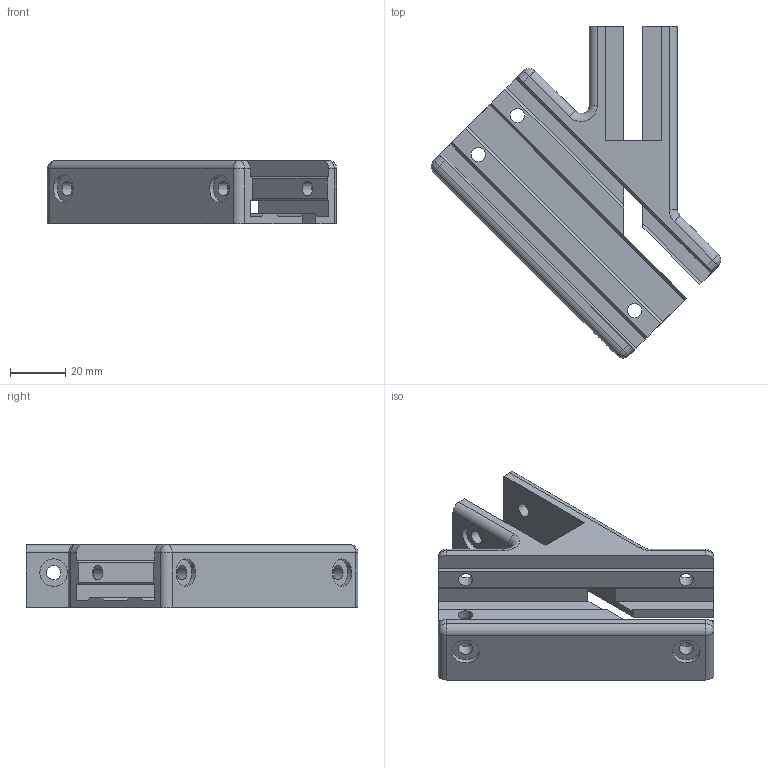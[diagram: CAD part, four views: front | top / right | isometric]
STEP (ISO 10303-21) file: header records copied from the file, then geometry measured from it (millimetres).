
FILE_DESCRIPTION(/* description */ (''),/* implementation_level */ '2;1');
FILE_NAME(/* name */ 'Step''s/1-Right Side Support top Brace part 2 v1.step',/* time_stamp */ '2019-10-20T16:59:02-04:00',/* author */ (''),/* organization */ (''),/* preprocessor_version */ 'ST-DEVELOPER v18',/* originating_system */ 'Autodesk Translation Framework v8.6.0.1094',/* authorisation */ '');
FILE_SCHEMA (('AUTOMOTIVE_DESIGN { 1 0 10303 214 3 1 1 }'));
Length unit declared in the file: millimetre
Products named in the file (1): 1-Right Side Support top Brace part 2
Bounding box: 104.9 x 120.28 x 22.86 mm (x, y, z)
Volume: 55517 mm3; surface area: 26642.9 mm2
Topology: 1 solids, 1 shells, 89 faces, 226 edges, 145 vertices
Faces by surface type: plane 53, cylinder 30, sphere 4, torus 2
Full cylindrical faces by diameter (mm): 5.2 x9, 10 x6
Entity records: 2742 total; most frequent: DIRECTION 468, CARTESIAN_POINT 461, ORIENTED_EDGE 452, EDGE_CURVE 226, LINE 164, VECTOR 164, AXIS2_PLACEMENT_3D 152, VERTEX_POINT 145
